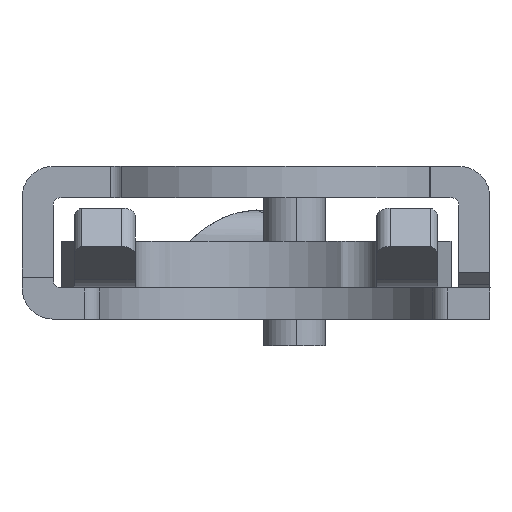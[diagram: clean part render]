
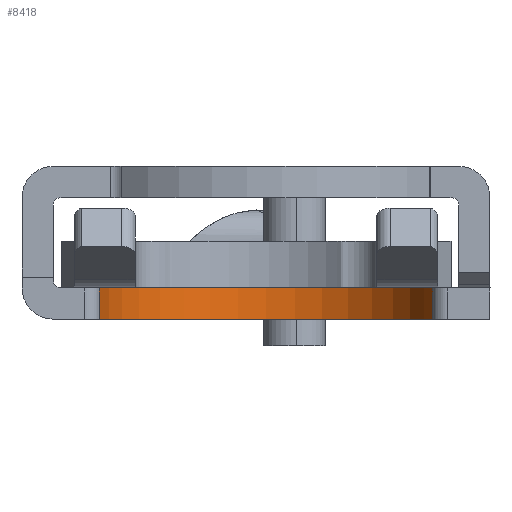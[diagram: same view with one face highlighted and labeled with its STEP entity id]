
A CAD part, left-side view. The second image highlights one B-rep face of the part: STEP entity #8418.
In plain terms, the highlighted cylindrical face has radius 11 mm (diameter 22 mm), a partial arc.
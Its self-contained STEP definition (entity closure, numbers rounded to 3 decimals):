
#1047 = CARTESIAN_POINT ( 'NONE',  ( 1484.487, -453.905, 2. ) ) ;
#1058 = DIRECTION ( 'NONE',  ( 0., 0., 1. ) ) ;
#1256 = DIRECTION ( 'NONE',  ( -1., 0., 0. ) ) ;
#1287 = DIRECTION ( 'NONE',  ( 0., 0., 1. ) ) ;
#1325 = CARTESIAN_POINT ( 'NONE',  ( 1481.875, -464.59, 2. ) ) ;
#1848 = FACE_OUTER_BOUND ( 'NONE', #5237, .T. ) ;
#2349 = VECTOR ( 'NONE', #2853, 1000. ) ;
#2381 = LINE ( 'NONE', #2885, #2349 ) ;
#2441 = VERTEX_POINT ( 'NONE', #6040 ) ;
#2547 = VERTEX_POINT ( 'NONE', #6614 ) ;
#2807 = CARTESIAN_POINT ( 'NONE',  ( 1484.487, -475.276, 2. ) ) ;
#2853 = DIRECTION ( 'NONE',  ( 0., 0., -1. ) ) ;
#2885 = CARTESIAN_POINT ( 'NONE',  ( 1484.487, -475.276, 2. ) ) ;
#4442 = AXIS2_PLACEMENT_3D ( 'NONE', #1325, #1287, #1256 ) ;
#4530 = EDGE_CURVE ( 'NONE', #2547, #7528, #7767, .T. ) ;
#5237 = EDGE_LOOP ( 'NONE', ( #7286, #8944, #8840, #8425 ) ) ;
#5321 = VERTEX_POINT ( 'NONE', #2807 ) ;
#5576 = EDGE_CURVE ( 'NONE', #5321, #2547, #2381, .T. ) ;
#5862 = LINE ( 'NONE', #1047, #5957 ) ;
#5957 = VECTOR ( 'NONE', #1058, 1000. ) ;
#6040 = CARTESIAN_POINT ( 'NONE',  ( 1484.487, -453.905, 2. ) ) ;
#6256 = EDGE_CURVE ( 'NONE', #5321, #2441, #8120, .T. ) ;
#6377 = AXIS2_PLACEMENT_3D ( 'NONE', #7222, #7834, #7210 ) ;
#6516 = CARTESIAN_POINT ( 'NONE',  ( 1484.487, -453.905, 0. ) ) ;
#6614 = CARTESIAN_POINT ( 'NONE',  ( 1484.487, -475.276, 0. ) ) ;
#6754 = EDGE_CURVE ( 'NONE', #7528, #2441, #5862, .T. ) ;
#7156 = DIRECTION ( 'NONE',  ( -1., 0., 0. ) ) ;
#7171 = DIRECTION ( 'NONE',  ( 0., 0., 1. ) ) ;
#7184 = CARTESIAN_POINT ( 'NONE',  ( 1481.875, -464.59, 0. ) ) ;
#7210 = DIRECTION ( 'NONE',  ( -1., 0., 0. ) ) ;
#7222 = CARTESIAN_POINT ( 'NONE',  ( 1481.875, -464.59, 2. ) ) ;
#7286 = ORIENTED_EDGE ( 'NONE', *, *, #5576, .F. ) ;
#7287 = CYLINDRICAL_SURFACE ( 'NONE', #6377, 11. ) ;
#7528 = VERTEX_POINT ( 'NONE', #6516 ) ;
#7767 = CIRCLE ( 'NONE', #7854, 11. ) ;
#7834 = DIRECTION ( 'NONE',  ( 0., 0., -1. ) ) ;
#7854 = AXIS2_PLACEMENT_3D ( 'NONE', #7184, #7171, #7156 ) ;
#8120 = CIRCLE ( 'NONE', #4442, 11. ) ;
#8418 = ADVANCED_FACE ( 'NONE', ( #1848 ), #7287, .F. ) ;
#8425 = ORIENTED_EDGE ( 'NONE', *, *, #4530, .F. ) ;
#8840 = ORIENTED_EDGE ( 'NONE', *, *, #6754, .F. ) ;
#8944 = ORIENTED_EDGE ( 'NONE', *, *, #6256, .T. ) ;
